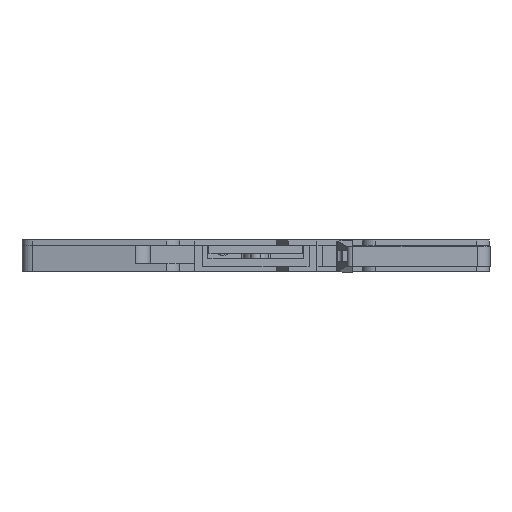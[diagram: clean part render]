
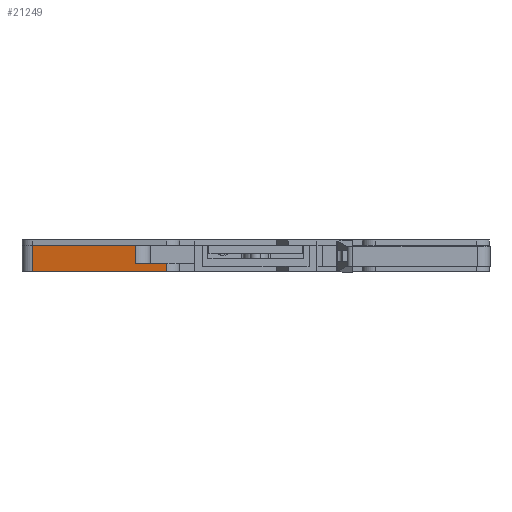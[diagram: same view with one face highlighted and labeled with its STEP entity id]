
A CAD part, front view. The second image highlights one B-rep face of the part: STEP entity #21249.
In plain terms, the highlighted planar face has unit normal (-0.191, -0.982, 0).
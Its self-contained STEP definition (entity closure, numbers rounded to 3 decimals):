
#1358 = CARTESIAN_POINT ( 'NONE',  ( -43.976, -95.862, -3.1 ) ) ;
#1660 = ORIENTED_EDGE ( 'NONE', *, *, #35855, .T. ) ;
#2013 = CARTESIAN_POINT ( 'NONE',  ( -17.5, -100.999, -1.5 ) ) ;
#2761 = LINE ( 'NONE', #26158, #11322 ) ;
#2964 = CARTESIAN_POINT ( 'NONE',  ( -17.5, -100.999, -3.1 ) ) ;
#3228 = CARTESIAN_POINT ( 'NONE',  ( -43.976, -95.862, 2.1 ) ) ;
#4175 = VERTEX_POINT ( 'NONE', #3228 ) ;
#4524 = DIRECTION ( 'NONE',  ( 0.19, 0.982, 0. ) ) ;
#4562 = FACE_OUTER_BOUND ( 'NONE', #10599, .T. ) ;
#5137 = ORIENTED_EDGE ( 'NONE', *, *, #29251, .F. ) ;
#7276 = PLANE ( 'NONE',  #34187 ) ;
#10301 = VECTOR ( 'NONE', #36937, 1000. ) ;
#10362 = ORIENTED_EDGE ( 'NONE', *, *, #27369, .T. ) ;
#10599 = EDGE_LOOP ( 'NONE', ( #12585, #30481, #1660, #11784, #5137, #10362 ) ) ;
#10941 = CARTESIAN_POINT ( 'NONE',  ( -17.5, -100.999, -1.5 ) ) ;
#10943 = DIRECTION ( 'NONE',  ( 0., 0., 1. ) ) ;
#11322 = VECTOR ( 'NONE', #34395, 1000. ) ;
#11784 = ORIENTED_EDGE ( 'NONE', *, *, #21714, .T. ) ;
#12077 = CARTESIAN_POINT ( 'NONE',  ( -55.953, -93.538, -3.1 ) ) ;
#12585 = ORIENTED_EDGE ( 'NONE', *, *, #22260, .F. ) ;
#16104 = DIRECTION ( 'NONE',  ( -0.982, 0.19, 0. ) ) ;
#16662 = CARTESIAN_POINT ( 'NONE',  ( -23.676, -99.8, -1.5 ) ) ;
#17658 = VECTOR ( 'NONE', #10943, 1000. ) ;
#17966 = VECTOR ( 'NONE', #33795, 1000. ) ;
#17970 = CARTESIAN_POINT ( 'NONE',  ( -43.976, -95.862, -3.1 ) ) ;
#18294 = VERTEX_POINT ( 'NONE', #16662 ) ;
#20881 = DIRECTION ( 'NONE',  ( -0.982, 0.19, 0. ) ) ;
#21249 = ADVANCED_FACE ( 'NONE', ( #4562 ), #7276, .F. ) ;
#21552 = VERTEX_POINT ( 'NONE', #17970 ) ;
#21714 = EDGE_CURVE ( 'NONE', #4175, #21552, #34760, .T. ) ;
#21953 = VERTEX_POINT ( 'NONE', #2964 ) ;
#22260 = EDGE_CURVE ( 'NONE', #18294, #26901, #26063, .T. ) ;
#24397 = LINE ( 'NONE', #25289, #17658 ) ;
#25289 = CARTESIAN_POINT ( 'NONE',  ( -17.5, -100.999, -7.9 ) ) ;
#25603 = LINE ( 'NONE', #28226, #17966 ) ;
#26063 = LINE ( 'NONE', #10941, #10301 ) ;
#26158 = CARTESIAN_POINT ( 'NONE',  ( -17.5, -100.999, 2.1 ) ) ;
#26901 = VERTEX_POINT ( 'NONE', #2013 ) ;
#27154 = DIRECTION ( 'NONE',  ( 0., 0., -1. ) ) ;
#27369 = EDGE_CURVE ( 'NONE', #21953, #26901, #24397, .T. ) ;
#28226 = CARTESIAN_POINT ( 'NONE',  ( -23.676, -99.8, -7.9 ) ) ;
#29251 = EDGE_CURVE ( 'NONE', #21953, #21552, #37206, .T. ) ;
#30223 = VECTOR ( 'NONE', #27154, 1000. ) ;
#30481 = ORIENTED_EDGE ( 'NONE', *, *, #32872, .T. ) ;
#32030 = CARTESIAN_POINT ( 'NONE',  ( -23.676, -99.8, 2.1 ) ) ;
#32872 = EDGE_CURVE ( 'NONE', #18294, #33177, #25603, .T. ) ;
#33177 = VERTEX_POINT ( 'NONE', #32030 ) ;
#33795 = DIRECTION ( 'NONE',  ( 0., 0., 1. ) ) ;
#34038 = VECTOR ( 'NONE', #20881, 1000. ) ;
#34187 = AXIS2_PLACEMENT_3D ( 'NONE', #36433, #4524, #16104 ) ;
#34395 = DIRECTION ( 'NONE',  ( -0.982, 0.19, 0. ) ) ;
#34760 = LINE ( 'NONE', #1358, #30223 ) ;
#35855 = EDGE_CURVE ( 'NONE', #33177, #4175, #2761, .T. ) ;
#36433 = CARTESIAN_POINT ( 'NONE',  ( -17.5, -100.999, -7.9 ) ) ;
#36937 = DIRECTION ( 'NONE',  ( 0.982, -0.19, 0. ) ) ;
#37206 = LINE ( 'NONE', #12077, #34038 ) ;
